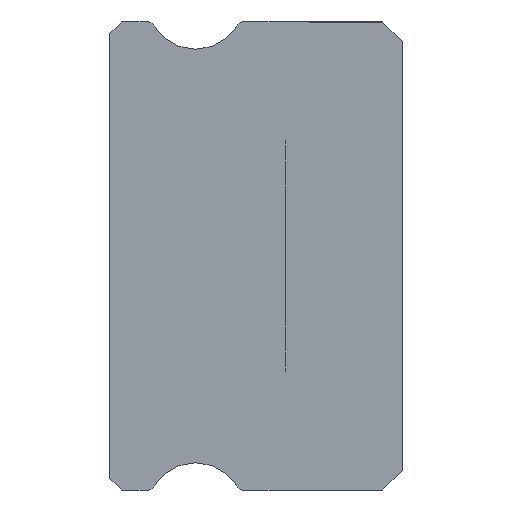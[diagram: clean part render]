
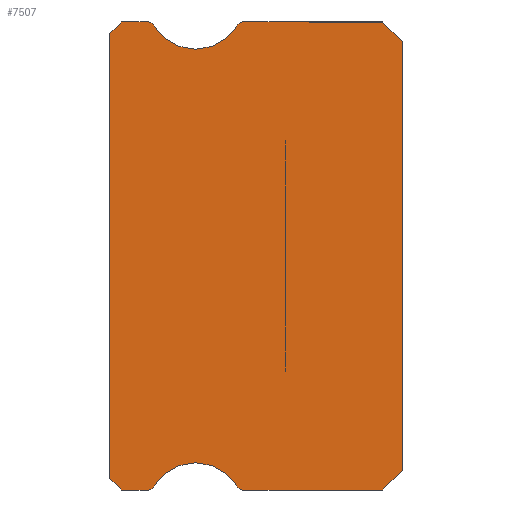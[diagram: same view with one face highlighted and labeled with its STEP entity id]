
A CAD part, left-side view. The second image highlights one B-rep face of the part: STEP entity #7507.
In plain terms, the highlighted planar face has unit normal (-1, 0, 0).
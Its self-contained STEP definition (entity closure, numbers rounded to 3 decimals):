
#28 = CARTESIAN_POINT ( 'NONE',  ( -5., 4.088, -6. ) ) ;
#59 = CARTESIAN_POINT ( 'NONE',  ( -5., 7.5, 5.7 ) ) ;
#92 = CARTESIAN_POINT ( 'NONE',  ( -5., 6.512, 6. ) ) ;
#181 = VECTOR ( 'NONE', #1976, 1000. ) ;
#191 = ORIENTED_EDGE ( 'NONE', *, *, #7661, .F. ) ;
#280 = CIRCLE ( 'NONE', #4658, 1.25 ) ;
#328 = LINE ( 'NONE', #3492, #902 ) ;
#387 = EDGE_CURVE ( 'NONE', #3768, #1287, #4571, .T. ) ;
#488 = VECTOR ( 'NONE', #5957, 1000. ) ;
#534 = CARTESIAN_POINT ( 'NONE',  ( -5., 4.217, 5.925 ) ) ;
#587 = ORIENTED_EDGE ( 'NONE', *, *, #4642, .T. ) ;
#643 = CIRCLE ( 'NONE', #3561, 0.15 ) ;
#664 = DIRECTION ( 'NONE',  ( 0., 0., -1. ) ) ;
#737 = DIRECTION ( 'NONE',  ( 0., 0., -1. ) ) ;
#817 = VERTEX_POINT ( 'NONE', #5457 ) ;
#902 = VECTOR ( 'NONE', #2259, 1000. ) ;
#980 = VERTEX_POINT ( 'NONE', #1549 ) ;
#1000 = EDGE_CURVE ( 'NONE', #4734, #4462, #3667, .T. ) ;
#1031 = AXIS2_PLACEMENT_3D ( 'NONE', #2322, #3513, #2233 ) ;
#1145 = ORIENTED_EDGE ( 'NONE', *, *, #1000, .F. ) ;
#1148 = DIRECTION ( 'NONE',  ( 0., 0., -1. ) ) ;
#1247 = CIRCLE ( 'NONE', #5880, 1.25 ) ;
#1273 = ORIENTED_EDGE ( 'NONE', *, *, #3467, .F. ) ;
#1287 = VERTEX_POINT ( 'NONE', #28 ) ;
#1288 = VERTEX_POINT ( 'NONE', #5839 ) ;
#1305 = CARTESIAN_POINT ( 'NONE',  ( -5., 7.5, 5.85 ) ) ;
#1380 = CARTESIAN_POINT ( 'NONE',  ( -5., 0., 5.5 ) ) ;
#1500 = DIRECTION ( 'NONE',  ( 0., 1., 0. ) ) ;
#1549 = CARTESIAN_POINT ( 'NONE',  ( -5., 4.217, -5.925 ) ) ;
#1617 = EDGE_CURVE ( 'NONE', #4603, #5106, #7652, .T. ) ;
#1627 = ORIENTED_EDGE ( 'NONE', *, *, #2037, .F. ) ;
#1676 = EDGE_CURVE ( 'NONE', #980, #1288, #1247, .T. ) ;
#1833 = ORIENTED_EDGE ( 'NONE', *, *, #4330, .F. ) ;
#1971 = LINE ( 'NONE', #1380, #3957 ) ;
#1976 = DIRECTION ( 'NONE',  ( 0., 0., 1. ) ) ;
#2037 = EDGE_CURVE ( 'NONE', #3570, #4734, #2063, .T. ) ;
#2049 = CARTESIAN_POINT ( 'NONE',  ( -5., 5.3, 6.55 ) ) ;
#2063 = CIRCLE ( 'NONE', #3125, 0.15 ) ;
#2097 = AXIS2_PLACEMENT_3D ( 'NONE', #7035, #6923, #664 ) ;
#2104 = CARTESIAN_POINT ( 'NONE',  ( -5., 0., -5.5 ) ) ;
#2135 = ORIENTED_EDGE ( 'NONE', *, *, #7599, .T. ) ;
#2155 = AXIS2_PLACEMENT_3D ( 'NONE', #4133, #3676, #2985 ) ;
#2159 = VERTEX_POINT ( 'NONE', #2796 ) ;
#2233 = DIRECTION ( 'NONE',  ( 0., 0., -1. ) ) ;
#2259 = DIRECTION ( 'NONE',  ( 0., -0.707, -0.707 ) ) ;
#2295 = VECTOR ( 'NONE', #3139, 1000. ) ;
#2322 = CARTESIAN_POINT ( 'NONE',  ( -5., 4.088, -5.85 ) ) ;
#2353 = CARTESIAN_POINT ( 'NONE',  ( -5., 7.2, -6. ) ) ;
#2416 = VERTEX_POINT ( 'NONE', #7164 ) ;
#2443 = CARTESIAN_POINT ( 'NONE',  ( -5., 5.3, 5.3 ) ) ;
#2796 = CARTESIAN_POINT ( 'NONE',  ( -5., 4.088, 6. ) ) ;
#2898 = EDGE_CURVE ( 'NONE', #3244, #2159, #7244, .T. ) ;
#2985 = DIRECTION ( 'NONE',  ( 0., 0., -1. ) ) ;
#3010 = ORIENTED_EDGE ( 'NONE', *, *, #5053, .T. ) ;
#3014 = VERTEX_POINT ( 'NONE', #2353 ) ;
#3125 = AXIS2_PLACEMENT_3D ( 'NONE', #7162, #4520, #7725 ) ;
#3136 = DIRECTION ( 'NONE',  ( -1., 0., 0. ) ) ;
#3139 = DIRECTION ( 'NONE',  ( 0., 0.707, -0.707 ) ) ;
#3244 = VERTEX_POINT ( 'NONE', #534 ) ;
#3366 = CARTESIAN_POINT ( 'NONE',  ( -5., 7.2, 6. ) ) ;
#3433 = CARTESIAN_POINT ( 'NONE',  ( -5., 0.5, 6. ) ) ;
#3467 = EDGE_CURVE ( 'NONE', #2159, #4203, #6443, .T. ) ;
#3492 = CARTESIAN_POINT ( 'NONE',  ( -5., 7.2, -6. ) ) ;
#3513 = DIRECTION ( 'NONE',  ( 1., 0., 0. ) ) ;
#3524 = ORIENTED_EDGE ( 'NONE', *, *, #1676, .F. ) ;
#3560 = LINE ( 'NONE', #6090, #7417 ) ;
#3561 = AXIS2_PLACEMENT_3D ( 'NONE', #7052, #6251, #1148 ) ;
#3570 = VERTEX_POINT ( 'NONE', #6031 ) ;
#3667 = CIRCLE ( 'NONE', #4715, 1.25 ) ;
#3676 = DIRECTION ( 'NONE',  ( 1., 0., 0. ) ) ;
#3681 = ORIENTED_EDGE ( 'NONE', *, *, #4367, .F. ) ;
#3759 = DIRECTION ( 'NONE',  ( 0., 0., -1. ) ) ;
#3768 = VERTEX_POINT ( 'NONE', #6975 ) ;
#3913 = DIRECTION ( 'NONE',  ( -1., 0., 0. ) ) ;
#3957 = VECTOR ( 'NONE', #7821, 1000. ) ;
#4031 = CARTESIAN_POINT ( 'NONE',  ( -5., 7.5, -5.7 ) ) ;
#4133 = CARTESIAN_POINT ( 'NONE',  ( -5., 6.512, 5.85 ) ) ;
#4151 = VECTOR ( 'NONE', #1500, 1000. ) ;
#4203 = VERTEX_POINT ( 'NONE', #6412 ) ;
#4273 = DIRECTION ( 'NONE',  ( 0., -1., 0. ) ) ;
#4330 = EDGE_CURVE ( 'NONE', #1287, #980, #6193, .T. ) ;
#4343 = LINE ( 'NONE', #6987, #2295 ) ;
#4367 = EDGE_CURVE ( 'NONE', #4203, #2416, #6573, .T. ) ;
#4462 = VERTEX_POINT ( 'NONE', #2443 ) ;
#4520 = DIRECTION ( 'NONE',  ( 1., 0., 0. ) ) ;
#4531 = DIRECTION ( 'NONE',  ( 0., 0., -1. ) ) ;
#4571 = LINE ( 'NONE', #5942, #4151 ) ;
#4603 = VERTEX_POINT ( 'NONE', #4031 ) ;
#4642 = EDGE_CURVE ( 'NONE', #4603, #3014, #328, .T. ) ;
#4658 = AXIS2_PLACEMENT_3D ( 'NONE', #5748, #7541, #737 ) ;
#4715 = AXIS2_PLACEMENT_3D ( 'NONE', #2049, #3913, #4531 ) ;
#4734 = VERTEX_POINT ( 'NONE', #7349 ) ;
#5006 = DIRECTION ( 'NONE',  ( 0., 0.707, -0.707 ) ) ;
#5053 = EDGE_CURVE ( 'NONE', #6384, #2416, #1971, .T. ) ;
#5071 = ORIENTED_EDGE ( 'NONE', *, *, #5751, .F. ) ;
#5106 = VERTEX_POINT ( 'NONE', #7150 ) ;
#5194 = EDGE_CURVE ( 'NONE', #3014, #817, #3560, .T. ) ;
#5282 = VECTOR ( 'NONE', #7657, 1000. ) ;
#5334 = ORIENTED_EDGE ( 'NONE', *, *, #2898, .F. ) ;
#5419 = FACE_OUTER_BOUND ( 'NONE', #6623, .T. ) ;
#5457 = CARTESIAN_POINT ( 'NONE',  ( -5., 6.512, -6. ) ) ;
#5599 = VECTOR ( 'NONE', #5006, 1000. ) ;
#5630 = ORIENTED_EDGE ( 'NONE', *, *, #7346, .F. ) ;
#5748 = CARTESIAN_POINT ( 'NONE',  ( -5., 5.3, 6.55 ) ) ;
#5751 = EDGE_CURVE ( 'NONE', #1288, #817, #643, .T. ) ;
#5839 = CARTESIAN_POINT ( 'NONE',  ( -5., 6.383, -5.925 ) ) ;
#5876 = VERTEX_POINT ( 'NONE', #3366 ) ;
#5880 = AXIS2_PLACEMENT_3D ( 'NONE', #6248, #3136, #3759 ) ;
#5942 = CARTESIAN_POINT ( 'NONE',  ( -5., 6.512, -6. ) ) ;
#5957 = DIRECTION ( 'NONE',  ( 0., -0.707, -0.707 ) ) ;
#6031 = CARTESIAN_POINT ( 'NONE',  ( -5., 6.512, 6. ) ) ;
#6085 = PLANE ( 'NONE',  #2155 ) ;
#6090 = CARTESIAN_POINT ( 'NONE',  ( -5., 6.512, -6. ) ) ;
#6193 = CIRCLE ( 'NONE', #1031, 0.15 ) ;
#6248 = CARTESIAN_POINT ( 'NONE',  ( -5., 5.3, -6.55 ) ) ;
#6251 = DIRECTION ( 'NONE',  ( 1., 0., 0. ) ) ;
#6335 = LINE ( 'NONE', #59, #5599 ) ;
#6384 = VERTEX_POINT ( 'NONE', #2104 ) ;
#6412 = CARTESIAN_POINT ( 'NONE',  ( -5., 0.5, 6. ) ) ;
#6443 = LINE ( 'NONE', #92, #5282 ) ;
#6573 = LINE ( 'NONE', #3433, #488 ) ;
#6623 = EDGE_LOOP ( 'NONE', ( #6665, #7026, #587, #7501, #5071, #3524, #1833, #7090, #191, #3010, #3681, #1273, #5334, #5630, #1145, #1627, #2135 ) ) ;
#6665 = ORIENTED_EDGE ( 'NONE', *, *, #7419, .T. ) ;
#6752 = LINE ( 'NONE', #7281, #7170 ) ;
#6923 = DIRECTION ( 'NONE',  ( 1., 0., 0. ) ) ;
#6975 = CARTESIAN_POINT ( 'NONE',  ( -5., 0.5, -6. ) ) ;
#6987 = CARTESIAN_POINT ( 'NONE',  ( -5., 0., -5.5 ) ) ;
#7026 = ORIENTED_EDGE ( 'NONE', *, *, #1617, .F. ) ;
#7035 = CARTESIAN_POINT ( 'NONE',  ( -5., 4.088, 5.85 ) ) ;
#7052 = CARTESIAN_POINT ( 'NONE',  ( -5., 6.512, -5.85 ) ) ;
#7090 = ORIENTED_EDGE ( 'NONE', *, *, #387, .F. ) ;
#7150 = CARTESIAN_POINT ( 'NONE',  ( -5., 7.5, 5.7 ) ) ;
#7162 = CARTESIAN_POINT ( 'NONE',  ( -5., 6.512, 5.85 ) ) ;
#7164 = CARTESIAN_POINT ( 'NONE',  ( -5., 0., 5.5 ) ) ;
#7170 = VECTOR ( 'NONE', #7324, 1000. ) ;
#7244 = CIRCLE ( 'NONE', #2097, 0.15 ) ;
#7281 = CARTESIAN_POINT ( 'NONE',  ( -5., 7.2, 6. ) ) ;
#7324 = DIRECTION ( 'NONE',  ( 0., 1., 0. ) ) ;
#7346 = EDGE_CURVE ( 'NONE', #4462, #3244, #280, .T. ) ;
#7349 = CARTESIAN_POINT ( 'NONE',  ( -5., 6.383, 5.925 ) ) ;
#7417 = VECTOR ( 'NONE', #4273, 1000. ) ;
#7419 = EDGE_CURVE ( 'NONE', #5876, #5106, #6335, .T. ) ;
#7501 = ORIENTED_EDGE ( 'NONE', *, *, #5194, .T. ) ;
#7507 = ADVANCED_FACE ( 'NONE', ( #5419 ), #6085, .F. ) ;
#7541 = DIRECTION ( 'NONE',  ( -1., 0., 0. ) ) ;
#7599 = EDGE_CURVE ( 'NONE', #3570, #5876, #6752, .T. ) ;
#7652 = LINE ( 'NONE', #1305, #181 ) ;
#7657 = DIRECTION ( 'NONE',  ( 0., -1., 0. ) ) ;
#7661 = EDGE_CURVE ( 'NONE', #6384, #3768, #4343, .T. ) ;
#7725 = DIRECTION ( 'NONE',  ( 0., 0., -1. ) ) ;
#7821 = DIRECTION ( 'NONE',  ( 0., 0., 1. ) ) ;
